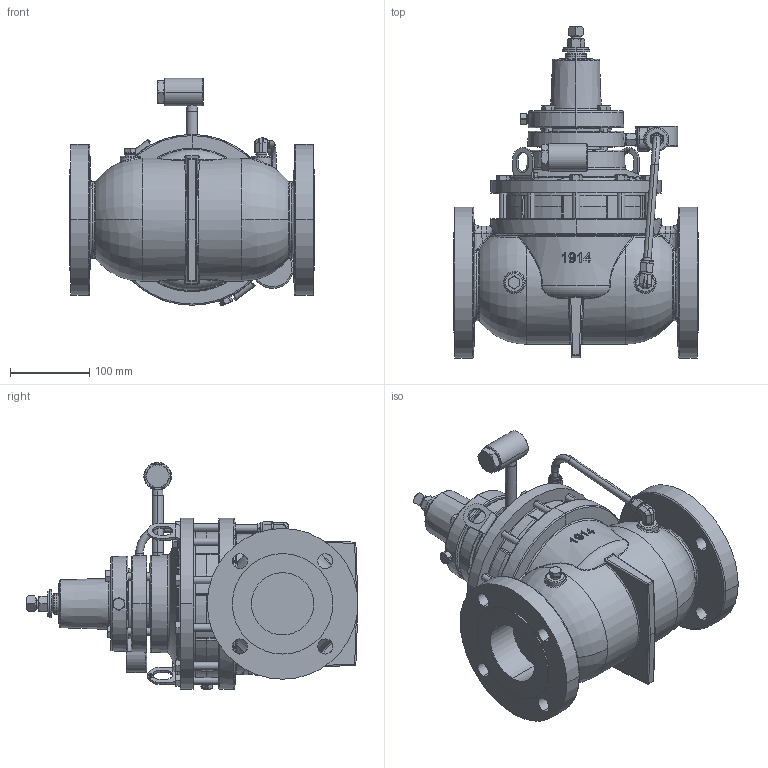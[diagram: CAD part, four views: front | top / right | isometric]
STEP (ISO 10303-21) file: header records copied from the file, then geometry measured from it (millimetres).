
FILE_DESCRIPTION (( 'STEP AP214' ), '1' );
FILE_NAME ('RFB3ARDF1S - AER.STEP', '2020-06-09T18:44:42', ( '' ), ( '' ), 'SwSTEP 2.0', 'SolidWorks 2019', '' );
FILE_SCHEMA (( 'AUTOMOTIVE_DESIGN' ));
Length unit declared in the file: inch
Products named in the file (1): RFB3ARDF1S - AER
Bounding box: 309.55 x 419.48 x 287.2 mm (x, y, z)
Volume: 9110580.9 mm3; surface area: 517800 mm2
Topology: 1 solids, 1 shells, 2263 faces, 5759 edges, 3549 vertices
Faces by surface type: plane 737, bspline 712, cylinder 336, cone 265, torus 163, sphere 50
Entity records: 134547 total; most frequent: CARTESIAN_POINT 65523, ORIENTED_EDGE 11404, DIRECTION 8191, EDGE_CURVE 5702, VERTEX_POINT 3547, AXIS2_PLACEMENT_3D 3172, EDGE_LOOP 2447, ADVANCED_FACE 2263
